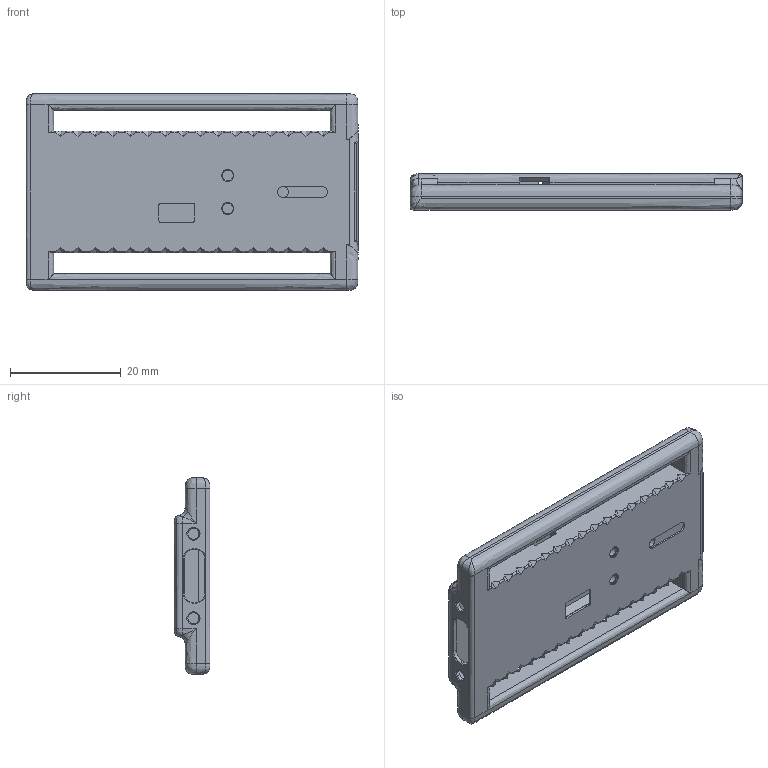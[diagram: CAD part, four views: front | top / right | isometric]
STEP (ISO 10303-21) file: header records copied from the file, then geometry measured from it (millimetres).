
FILE_DESCRIPTION (( 'STEP AP214' ), '1' );
FILE_NAME ('FuiminiCase.STEP', '2025-06-22T20:14:21', ( '' ), ( '' ), 'SwSTEP 2.0', 'SolidWorks 2024', '' );
FILE_SCHEMA (( 'AUTOMOTIVE_DESIGN' ));
Length unit declared in the file: millimetre
Products named in the file (1): FuiminiCase
Bounding box: 60 x 6.48 x 35.6 mm (x, y, z)
Volume: 4566.9 mm3; surface area: 10130.4 mm2
Topology: 4 solids, 4 shells, 557 faces, 1568 edges, 1014 vertices
Faces by surface type: plane 376, cylinder 116, bspline 51, cone 14
Entity records: 22859 total; most frequent: CARTESIAN_POINT 9414, ORIENTED_EDGE 3124, DIRECTION 2278, EDGE_CURVE 1562, VECTOR 1052, LINE 1052, VERTEX_POINT 1014, AXIS2_PLACEMENT_3D 613
